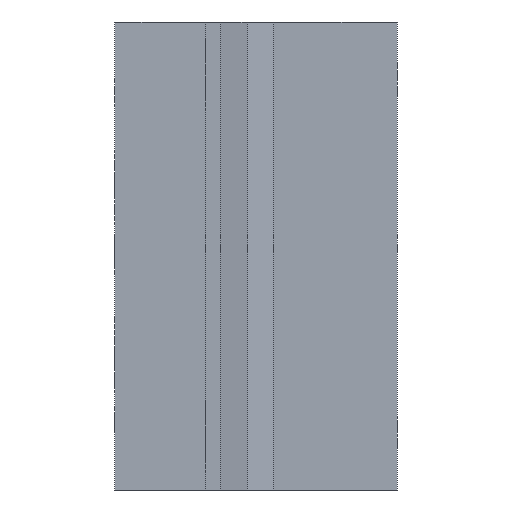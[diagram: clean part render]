
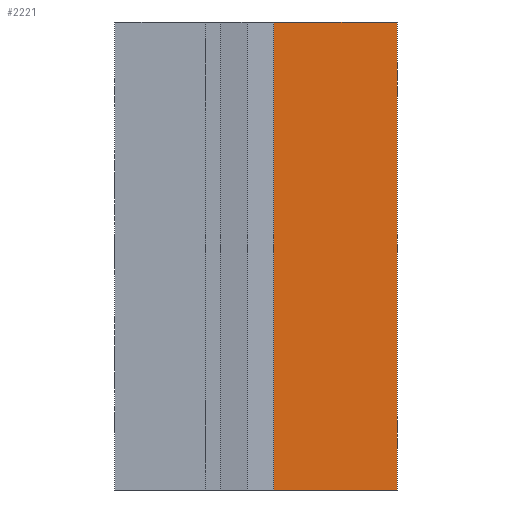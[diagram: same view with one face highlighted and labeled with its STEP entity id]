
A CAD part, left-side view. The second image highlights one B-rep face of the part: STEP entity #2221.
In plain terms, the highlighted planar face has unit normal (-1, 0, 0).
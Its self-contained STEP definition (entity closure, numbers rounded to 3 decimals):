
#41=PLANE('',#2417);
#249=LINE('',#3572,#415);
#250=LINE('',#3574,#416);
#251=LINE('',#3576,#417);
#252=LINE('',#3578,#418);
#415=VECTOR('',#2756,1000.);
#416=VECTOR('',#2759,1000.);
#417=VECTOR('',#2760,1000.);
#418=VECTOR('',#2761,1000.);
#673=ORIENTED_EDGE('',*,*,#1255,.F.);
#674=ORIENTED_EDGE('',*,*,#1254,.F.);
#675=ORIENTED_EDGE('',*,*,#1256,.T.);
#676=ORIENTED_EDGE('',*,*,#1257,.T.);
#1254=EDGE_CURVE('',#1543,#1541,#249,.T.);
#1255=EDGE_CURVE('',#1541,#1544,#250,.T.);
#1256=EDGE_CURVE('',#1543,#1545,#251,.T.);
#1257=EDGE_CURVE('',#1545,#1544,#252,.T.);
#1541=VERTEX_POINT('',#3567);
#1543=VERTEX_POINT('',#3571);
#1544=VERTEX_POINT('',#3575);
#1545=VERTEX_POINT('',#3577);
#1747=EDGE_LOOP('',(#673,#674,#675,#676));
#1959=FACE_BOUND('',#1747,.T.);
#2221=ADVANCED_FACE('',(#1959),#41,.T.);
#2417=AXIS2_PLACEMENT_3D('',#3573,#2757,#2758);
#2756=DIRECTION('',(0.,0.,1.));
#2757=DIRECTION('',(-1.,0.,0.));
#2758=DIRECTION('',(0.,0.,1.));
#2759=DIRECTION('',(0.,-1.,0.));
#2760=DIRECTION('',(0.,-1.,0.));
#2761=DIRECTION('',(0.,0.,1.));
#3567=CARTESIAN_POINT('',(0.,14.,0.));
#3571=CARTESIAN_POINT('',(0.,14.,-53.));
#3572=CARTESIAN_POINT('',(0.,14.,-53.));
#3573=CARTESIAN_POINT('',(0.,14.,-53.));
#3574=CARTESIAN_POINT('',(0.,14.,0.));
#3575=CARTESIAN_POINT('',(0.,0.,0.));
#3576=CARTESIAN_POINT('',(0.,14.,-53.));
#3577=CARTESIAN_POINT('',(0.,0.,-53.));
#3578=CARTESIAN_POINT('',(0.,0.,-53.));
